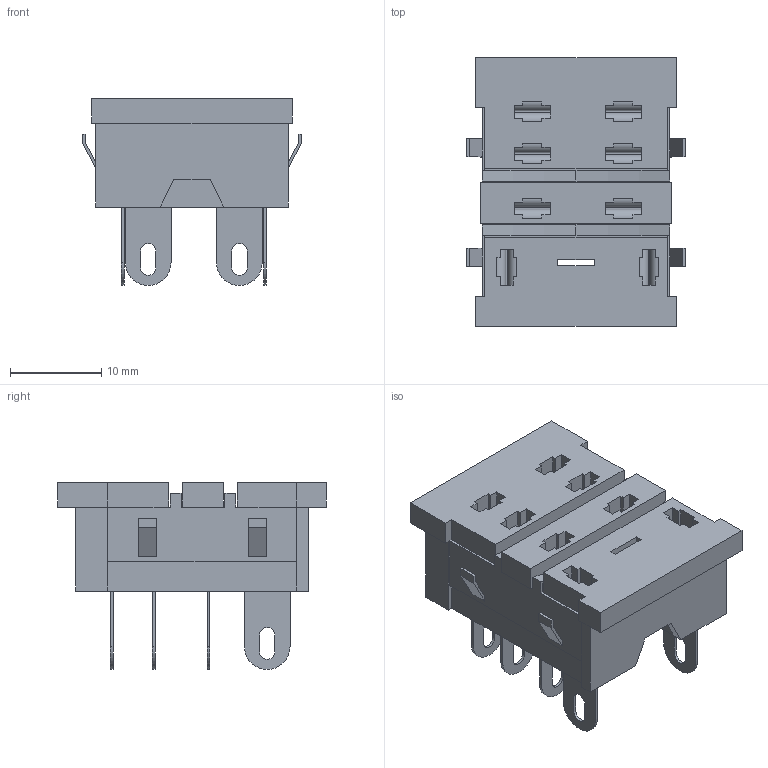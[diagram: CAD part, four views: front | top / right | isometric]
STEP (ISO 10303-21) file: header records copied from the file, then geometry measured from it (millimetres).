
FILE_DESCRIPTION (( 'STEP AP203' ), '1' );
FILE_NAME ('PT08.step', '2006-09-19T02:25:25', ( 'OSMC1.0 ' ), ( ' ' ), 'SwSTEP 2.0', 'SolidWorks 2002025', '' );
FILE_SCHEMA (( 'CONFIG_CONTROL_DESIGN' ));
Length unit declared in the file: millimetre
Products named in the file (3): PT08; PT08_BASE; PT08_BRACKET
Assembly tree (2 placements, depth 2):
  PT08
    PT08_BASE
    PT08_BRACKET
Bounding box: 24 x 29.5 x 20.5 mm (x, y, z)
Volume: 6084.4 mm3; surface area: 4636.8 mm2
Topology: 2 solids, 2 shells, 326 faces, 906 edges, 602 vertices
Faces by surface type: plane 262, cylinder 64
Entity records: 10707 total; most frequent: CARTESIAN_POINT 1839, ORIENTED_EDGE 1812, DIRECTION 1728, EDGE_CURVE 906, LINE 746, VECTOR 746, VERTEX_POINT 602, AXIS2_PLACEMENT_3D 491
